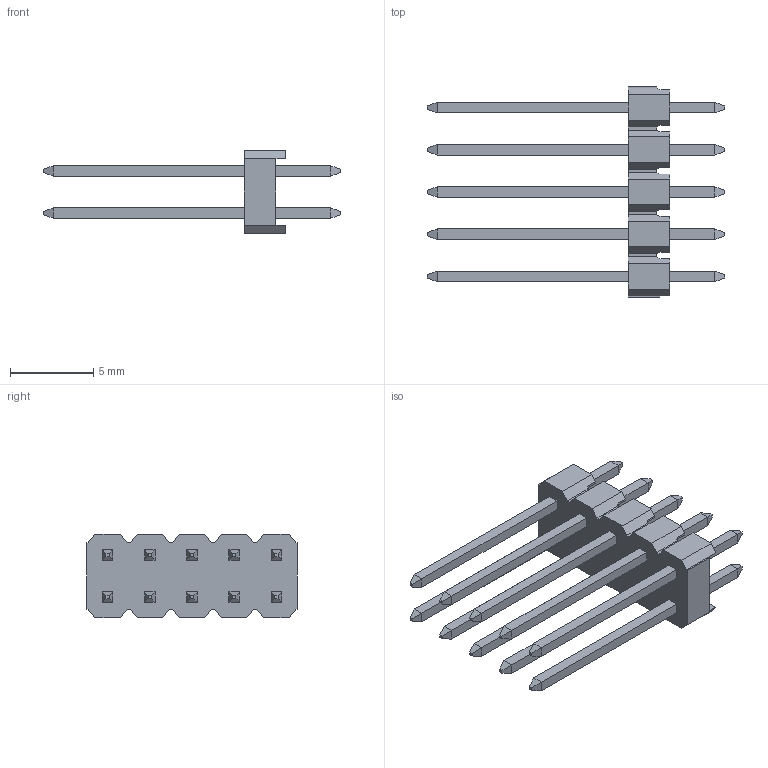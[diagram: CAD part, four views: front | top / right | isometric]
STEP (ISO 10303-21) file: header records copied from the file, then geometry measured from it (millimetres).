
FILE_DESCRIPTION(/* description */ (''),/* implementation_level */ '2;1');
FILE_NAME(/* name */ '944',/* time_stamp */ '2013-06-25T10:28:33+08:00',/* author */ (''),/* organization */ (''),/* preprocessor_version */ 'ST-DEVELOPER v9',/* originating_system */ 'UGS - NX 4.0',/* authorisation */ '');
FILE_SCHEMA (('CONFIG_CONTROL_DESIGN'));
Length unit declared in the file: millimetre
Products named in the file (1): 944-16-010-xx.log
Bounding box: 17.9 x 12.7 x 5 mm (x, y, z)
Volume: 181 mm3; surface area: 710.1 mm2
Topology: 11 solids, 11 shells, 322 faces, 742 edges, 442 vertices
Faces by surface type: plane 282, cylinder 40
Entity records: 8848 total; most frequent: CARTESIAN_POINT 1507, ORIENTED_EDGE 1484, DIRECTION 1428, EDGE_CURVE 742, LINE 702, VECTOR 702, VERTEX_POINT 442, AXIS2_PLACEMENT_3D 363
